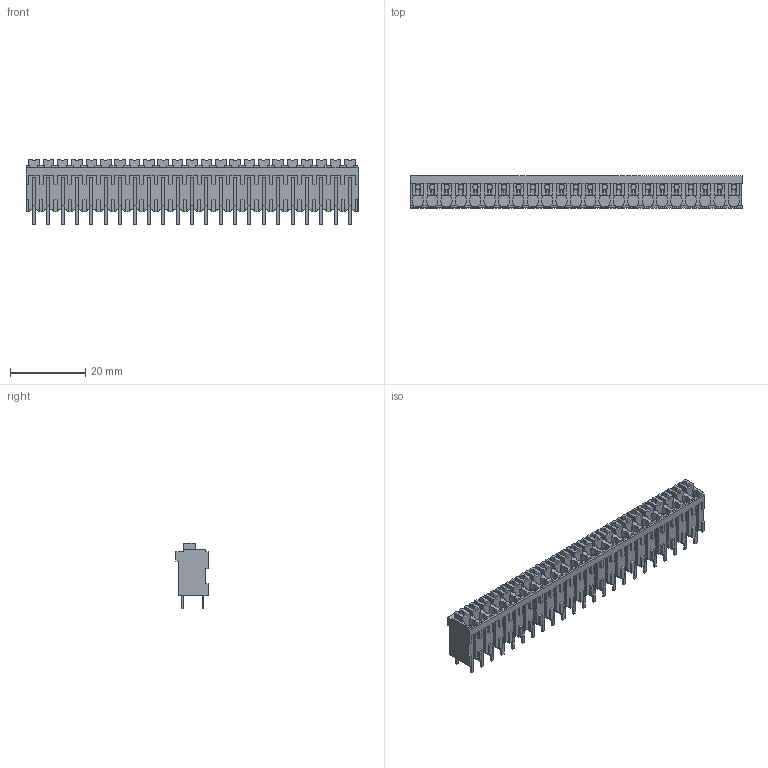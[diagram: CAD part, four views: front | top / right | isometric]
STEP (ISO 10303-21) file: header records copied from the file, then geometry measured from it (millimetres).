
FILE_DESCRIPTION(('CATIA V5 STEP Exchange','CAx-IF Rec.Pracs.--- Model Styling and Organization---1.2---2011-12-15'),'2;1');
FILE_NAME ('D1457951_0_1871000000_1871000000.stp','2018-03-20T07:42:25+00:00',('none'),('Weidmueller'),'CATIA Version 5-6 Release 2014','CATIA V5 STEP AP214','none');
FILE_SCHEMA(('AUTOMOTIVE_DESIGN { 1 0 10303 214 1 1 1 1 }'));
Length unit declared in the file: millimetre
Products named in the file (1): 1871000000
Bounding box: 88.02 x 8.5 x 17.45 mm (x, y, z)
Volume: 7103.5 mm3; surface area: 7611.2 mm2
Topology: 70 solids, 70 shells, 1695 faces, 4793 edges, 3238 vertices
Faces by surface type: plane 1603, cylinder 92
Entity records: 49567 total; most frequent: CARTESIAN_POINT 9710, ORIENTED_EDGE 9586, DIRECTION 6056, EDGE_CURVE 4793, VECTOR 4425, LINE 4425, VERTEX_POINT 3238, ADVANCED_FACE 1695
